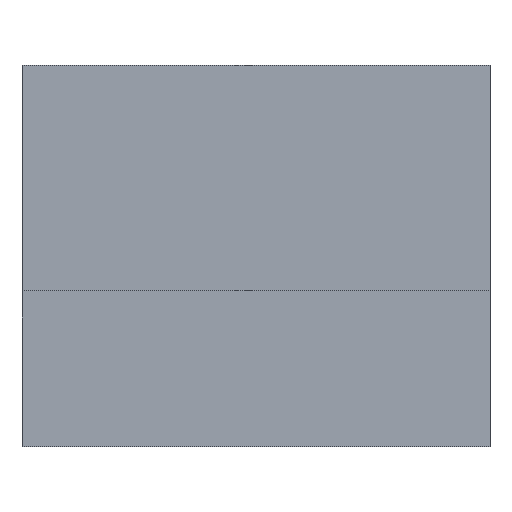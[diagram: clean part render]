
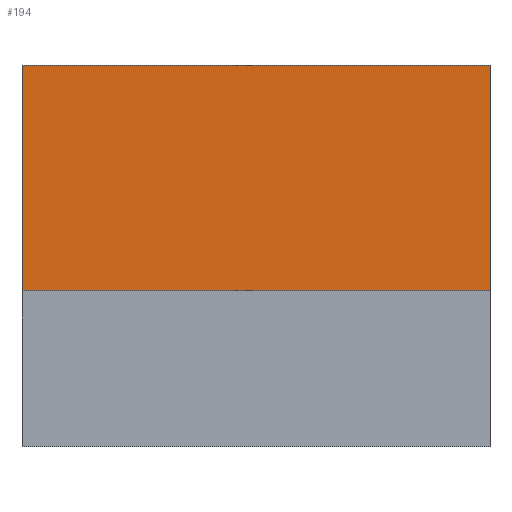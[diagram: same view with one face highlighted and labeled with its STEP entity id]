
A CAD part, top view. The second image highlights one B-rep face of the part: STEP entity #194.
In plain terms, the highlighted planar face has unit normal (0, 0, 1).
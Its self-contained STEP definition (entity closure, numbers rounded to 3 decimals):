
#34=CARTESIAN_POINT('',(430.,186.673,55.));
#35=VERTEX_POINT('',#34);
#66=CARTESIAN_POINT('',(430.,259.,55.));
#67=VERTEX_POINT('',#66);
#74=CARTESIAN_POINT('',(430.,259.,55.));
#75=DIRECTION('',(0.,-1.,0.));
#76=VECTOR('',#75,72.327);
#77=LINE('',#74,#76);
#78=EDGE_CURVE('',#67,#35,#77,.T.);
#96=CARTESIAN_POINT('',(280.,259.,55.));
#97=VERTEX_POINT('',#96);
#104=CARTESIAN_POINT('',(430.,259.,55.));
#105=DIRECTION('',(-1.,0.,0.));
#106=VECTOR('',#105,150.);
#107=LINE('',#104,#106);
#108=EDGE_CURVE('',#67,#97,#107,.T.);
#129=CARTESIAN_POINT('',(280.,186.673,55.));
#130=VERTEX_POINT('',#129);
#137=CARTESIAN_POINT('',(280.,259.,55.));
#138=DIRECTION('',(0.,-1.,0.));
#139=VECTOR('',#138,72.327);
#140=LINE('',#137,#139);
#141=EDGE_CURVE('',#97,#130,#140,.T.);
#178=CARTESIAN_POINT('',(433.,115.,55.));
#179=DIRECTION('',(0.,0.,-1.));
#180=DIRECTION('',(-1.,0.,0.));
#181=AXIS2_PLACEMENT_3D('',#178,#179,#180);
#182=PLANE('',#181);
#183=ORIENTED_EDGE('',*,*,#141,.T.);
#184=CARTESIAN_POINT('',(280.,186.673,55.));
#185=DIRECTION('',(1.,0.,-0.));
#186=VECTOR('',#185,150.);
#187=LINE('',#184,#186);
#188=EDGE_CURVE('',#130,#35,#187,.T.);
#189=ORIENTED_EDGE('',*,*,#188,.T.);
#190=ORIENTED_EDGE('',*,*,#78,.F.);
#191=ORIENTED_EDGE('',*,*,#108,.T.);
#192=EDGE_LOOP('',(#183,#189,#190,#191));
#193=FACE_BOUND('',#192,.T.);
#194=ADVANCED_FACE('',(#193),#182,.F.);
